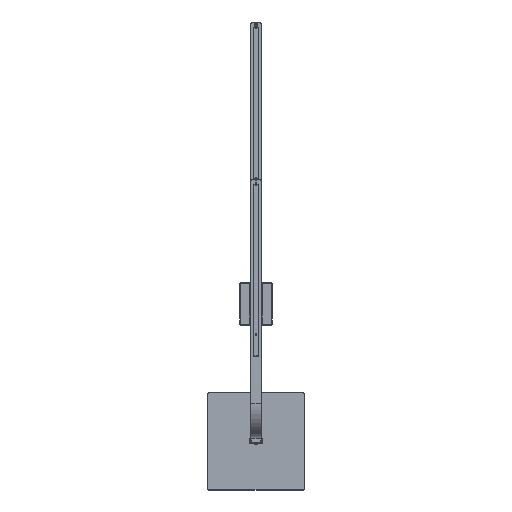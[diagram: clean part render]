
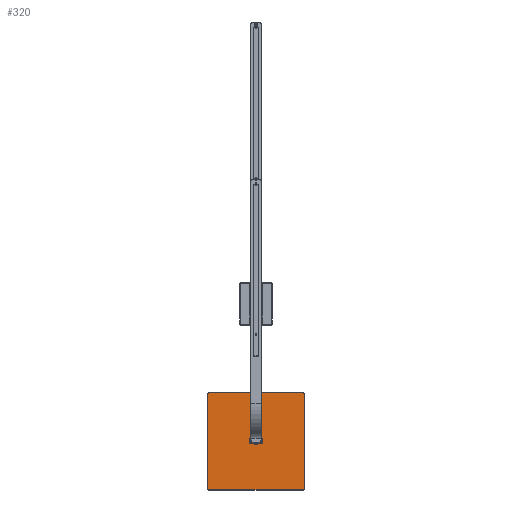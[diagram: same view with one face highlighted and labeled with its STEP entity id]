
A CAD part, top view. The second image highlights one B-rep face of the part: STEP entity #320.
In plain terms, the highlighted planar face has unit normal (0, 0, 1).
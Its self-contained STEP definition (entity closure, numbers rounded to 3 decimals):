
#116=FACE_BOUND('',#916,.T.);
#117=FACE_BOUND('',#917,.T.);
#320=ADVANCED_FACE('',(#608,#116,#117),#5835,.T.);
#608=FACE_OUTER_BOUND('',#915,.T.);
#915=EDGE_LOOP('',(#2049,#2050,#2051,#2052,#2053,#2054,#2055,#2056));
#916=EDGE_LOOP('',(#2057,#2058));
#917=EDGE_LOOP('',(#2059,#2060));
#2049=ORIENTED_EDGE('',*,*,#3315,.F.);
#2050=ORIENTED_EDGE('',*,*,#3307,.F.);
#2051=ORIENTED_EDGE('',*,*,#3316,.F.);
#2052=ORIENTED_EDGE('',*,*,#3291,.F.);
#2053=ORIENTED_EDGE('',*,*,#3295,.T.);
#2054=ORIENTED_EDGE('',*,*,#3298,.F.);
#2055=ORIENTED_EDGE('',*,*,#3303,.T.);
#2056=ORIENTED_EDGE('',*,*,#3304,.F.);
#2057=ORIENTED_EDGE('',*,*,#3312,.F.);
#2058=ORIENTED_EDGE('',*,*,#3311,.F.);
#2059=ORIENTED_EDGE('',*,*,#3313,.F.);
#2060=ORIENTED_EDGE('',*,*,#3314,.F.);
#3291=EDGE_CURVE('',#5366,#5367,#4738,.T.);
#3295=EDGE_CURVE('',#5366,#5370,#4209,.T.);
#3298=EDGE_CURVE('',#5372,#5370,#4740,.T.);
#3303=EDGE_CURVE('',#5372,#5375,#4215,.T.);
#3304=EDGE_CURVE('',#5376,#5375,#4742,.T.);
#3307=EDGE_CURVE('',#5378,#5379,#4744,.T.);
#3311=EDGE_CURVE('',#5382,#5383,#4746,.T.);
#3312=EDGE_CURVE('',#5383,#5382,#4747,.T.);
#3313=EDGE_CURVE('',#5384,#5385,#4748,.T.);
#3314=EDGE_CURVE('',#5385,#5384,#4749,.T.);
#3315=EDGE_CURVE('',#5379,#5376,#4219,.T.);
#3316=EDGE_CURVE('',#5367,#5378,#4220,.T.);
#4209=B_SPLINE_CURVE_WITH_KNOTS('',1,(#13636,#13637),.UNSPECIFIED.,.F.,
 .F.,(2,2),(0.,222.25),.UNSPECIFIED.);
#4215=B_SPLINE_CURVE_WITH_KNOTS('',1,(#13654,#13655),.UNSPECIFIED.,.F.,
 .F.,(2,2),(0.,222.25),.UNSPECIFIED.);
#4219=B_SPLINE_CURVE_WITH_KNOTS('',1,(#13694,#13695),.UNSPECIFIED.,.F.,
 .F.,(2,2),(-222.25,0.),.UNSPECIFIED.);
#4220=B_SPLINE_CURVE_WITH_KNOTS('',1,(#13696,#13697),.UNSPECIFIED.,.F.,
 .F.,(2,2),(-222.25,0.),.UNSPECIFIED.);
#4738=(
BOUNDED_CURVE()
B_SPLINE_CURVE(2,(#13626,#13627,#13628),.UNSPECIFIED.,.F.,.F.)
B_SPLINE_CURVE_WITH_KNOTS((3,3),(-4.987,0.),.UNSPECIFIED.)
CURVE()
GEOMETRIC_REPRESENTATION_ITEM()
RATIONAL_B_SPLINE_CURVE((1.,0.707,1.))
REPRESENTATION_ITEM('')
);
#4740=(
BOUNDED_CURVE()
B_SPLINE_CURVE(2,(#13642,#13643,#13644),.UNSPECIFIED.,.F.,.F.)
B_SPLINE_CURVE_WITH_KNOTS((3,3),(-4.987,0.),.UNSPECIFIED.)
CURVE()
GEOMETRIC_REPRESENTATION_ITEM()
RATIONAL_B_SPLINE_CURVE((1.,0.707,1.))
REPRESENTATION_ITEM('')
);
#4742=(
BOUNDED_CURVE()
B_SPLINE_CURVE(2,(#13656,#13657,#13658),.UNSPECIFIED.,.F.,.F.)
B_SPLINE_CURVE_WITH_KNOTS((3,3),(-4.987,0.),.UNSPECIFIED.)
CURVE()
GEOMETRIC_REPRESENTATION_ITEM()
RATIONAL_B_SPLINE_CURVE((1.,0.707,1.))
REPRESENTATION_ITEM('')
);
#4744=(
BOUNDED_CURVE()
B_SPLINE_CURVE(2,(#13664,#13665,#13666),.UNSPECIFIED.,.F.,.F.)
B_SPLINE_CURVE_WITH_KNOTS((3,3),(-4.987,0.),.UNSPECIFIED.)
CURVE()
GEOMETRIC_REPRESENTATION_ITEM()
RATIONAL_B_SPLINE_CURVE((1.,0.707,1.))
REPRESENTATION_ITEM('')
);
#4746=(
BOUNDED_CURVE()
B_SPLINE_CURVE(2,(#13674,#13675,#13676,#13677,#13678),.UNSPECIFIED.,.F.,
 .F.)
B_SPLINE_CURVE_WITH_KNOTS((3,2,3),(-8.818,-4.409,
0.),.UNSPECIFIED.)
CURVE()
GEOMETRIC_REPRESENTATION_ITEM()
RATIONAL_B_SPLINE_CURVE((1.,0.707,1.,0.707,1.))
REPRESENTATION_ITEM('')
);
#4747=(
BOUNDED_CURVE()
B_SPLINE_CURVE(2,(#13679,#13680,#13681,#13682,#13683),.UNSPECIFIED.,.F.,
 .F.)
B_SPLINE_CURVE_WITH_KNOTS((3,2,3),(-8.818,-4.409,
0.),.UNSPECIFIED.)
CURVE()
GEOMETRIC_REPRESENTATION_ITEM()
RATIONAL_B_SPLINE_CURVE((1.,0.707,1.,0.707,1.))
REPRESENTATION_ITEM('')
);
#4748=(
BOUNDED_CURVE()
B_SPLINE_CURVE(2,(#13684,#13685,#13686,#13687,#13688),.UNSPECIFIED.,.F.,
 .F.)
B_SPLINE_CURVE_WITH_KNOTS((3,2,3),(-8.818,-4.409,
0.),.UNSPECIFIED.)
CURVE()
GEOMETRIC_REPRESENTATION_ITEM()
RATIONAL_B_SPLINE_CURVE((1.,0.707,1.,0.707,1.))
REPRESENTATION_ITEM('')
);
#4749=(
BOUNDED_CURVE()
B_SPLINE_CURVE(2,(#13689,#13690,#13691,#13692,#13693),.UNSPECIFIED.,.F.,
 .F.)
B_SPLINE_CURVE_WITH_KNOTS((3,2,3),(-8.818,-4.409,
0.),.UNSPECIFIED.)
CURVE()
GEOMETRIC_REPRESENTATION_ITEM()
RATIONAL_B_SPLINE_CURVE((1.,0.707,1.,0.707,1.))
REPRESENTATION_ITEM('')
);
#5366=VERTEX_POINT('',#13578);
#5367=VERTEX_POINT('',#13579);
#5370=VERTEX_POINT('',#13582);
#5372=VERTEX_POINT('',#13584);
#5375=VERTEX_POINT('',#13587);
#5376=VERTEX_POINT('',#13588);
#5378=VERTEX_POINT('',#13590);
#5379=VERTEX_POINT('',#13591);
#5382=VERTEX_POINT('',#13594);
#5383=VERTEX_POINT('',#13595);
#5384=VERTEX_POINT('',#13596);
#5385=VERTEX_POINT('',#13597);
#5835=PLANE('',#6196);
#6196=AXIS2_PLACEMENT_3D('',#13531,#6335,$);
#6335=DIRECTION('',(0.,0.,1.));
#13531=CARTESIAN_POINT('',(-137.161,-815.465,719.687));
#13578=CARTESIAN_POINT('',(-111.125,-792.604,719.687));
#13579=CARTESIAN_POINT('',(-114.3,-789.429,719.687));
#13582=CARTESIAN_POINT('',(111.125,-792.604,719.687));
#13584=CARTESIAN_POINT('',(114.3,-789.429,719.687));
#13587=CARTESIAN_POINT('',(114.3,-567.179,719.687));
#13588=CARTESIAN_POINT('',(111.125,-564.004,719.687));
#13590=CARTESIAN_POINT('',(-114.3,-567.179,719.687));
#13591=CARTESIAN_POINT('',(-111.125,-564.004,719.687));
#13594=CARTESIAN_POINT('',(-6.35,-681.111,719.687));
#13595=CARTESIAN_POINT('',(-6.35,-675.497,719.687));
#13596=CARTESIAN_POINT('',(6.35,-681.111,719.687));
#13597=CARTESIAN_POINT('',(6.35,-675.497,719.687));
#13626=CARTESIAN_POINT('',(-111.125,-792.604,719.687));
#13627=CARTESIAN_POINT('',(-114.3,-792.604,719.687));
#13628=CARTESIAN_POINT('',(-114.3,-789.429,719.687));
#13636=CARTESIAN_POINT('',(-111.125,-792.604,719.687));
#13637=CARTESIAN_POINT('',(111.125,-792.604,719.687));
#13642=CARTESIAN_POINT('',(114.3,-789.429,719.687));
#13643=CARTESIAN_POINT('',(114.3,-792.604,719.687));
#13644=CARTESIAN_POINT('',(111.125,-792.604,719.687));
#13654=CARTESIAN_POINT('',(114.3,-789.429,719.687));
#13655=CARTESIAN_POINT('',(114.3,-567.179,719.687));
#13656=CARTESIAN_POINT('',(111.125,-564.004,719.687));
#13657=CARTESIAN_POINT('',(114.3,-564.004,719.687));
#13658=CARTESIAN_POINT('',(114.3,-567.179,719.687));
#13664=CARTESIAN_POINT('',(-114.3,-567.179,719.687));
#13665=CARTESIAN_POINT('',(-114.3,-564.004,719.687));
#13666=CARTESIAN_POINT('',(-111.125,-564.004,719.687));
#13674=CARTESIAN_POINT('',(-6.35,-681.111,719.687));
#13675=CARTESIAN_POINT('',(-3.543,-681.111,719.687));
#13676=CARTESIAN_POINT('',(-3.543,-678.304,719.687));
#13677=CARTESIAN_POINT('',(-3.543,-675.497,719.687));
#13678=CARTESIAN_POINT('',(-6.35,-675.497,719.687));
#13679=CARTESIAN_POINT('',(-6.35,-675.497,719.687));
#13680=CARTESIAN_POINT('',(-9.157,-675.497,719.687));
#13681=CARTESIAN_POINT('',(-9.157,-678.304,719.687));
#13682=CARTESIAN_POINT('',(-9.157,-681.111,719.687));
#13683=CARTESIAN_POINT('',(-6.35,-681.111,719.687));
#13684=CARTESIAN_POINT('',(6.35,-681.111,719.687));
#13685=CARTESIAN_POINT('',(9.157,-681.111,719.687));
#13686=CARTESIAN_POINT('',(9.157,-678.304,719.687));
#13687=CARTESIAN_POINT('',(9.157,-675.497,719.687));
#13688=CARTESIAN_POINT('',(6.35,-675.497,719.687));
#13689=CARTESIAN_POINT('',(6.35,-675.497,719.687));
#13690=CARTESIAN_POINT('',(3.543,-675.497,719.687));
#13691=CARTESIAN_POINT('',(3.543,-678.304,719.687));
#13692=CARTESIAN_POINT('',(3.543,-681.111,719.687));
#13693=CARTESIAN_POINT('',(6.35,-681.111,719.687));
#13694=CARTESIAN_POINT('',(-111.125,-564.004,719.687));
#13695=CARTESIAN_POINT('',(111.125,-564.004,719.687));
#13696=CARTESIAN_POINT('',(-114.3,-789.429,719.687));
#13697=CARTESIAN_POINT('',(-114.3,-567.179,719.687));
